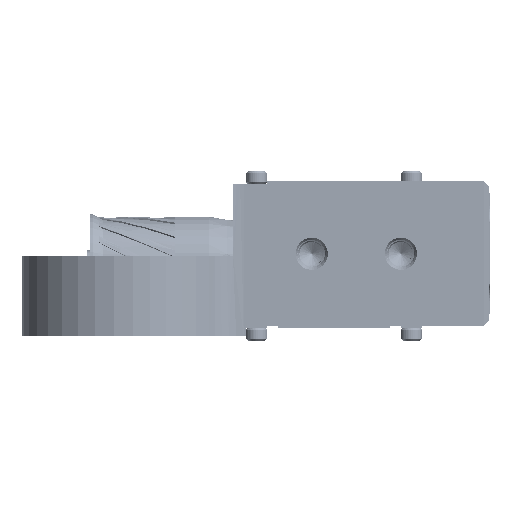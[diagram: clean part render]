
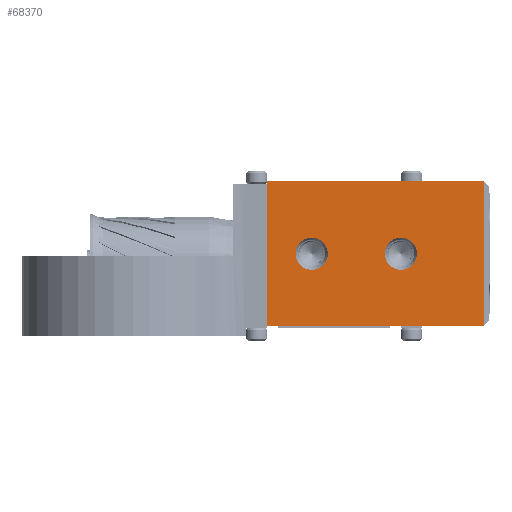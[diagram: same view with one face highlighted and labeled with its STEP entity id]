
A CAD part, left-side view. The second image highlights one B-rep face of the part: STEP entity #68370.
In plain terms, the highlighted planar face has unit normal (-1, 0, 0).
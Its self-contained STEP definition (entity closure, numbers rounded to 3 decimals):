
#48164=DIRECTION('',(0.,0.,-1.));
#48165=VECTOR('',#48164,20.32);
#48166=CARTESIAN_POINT('',(-23.619,-23.933,
4.388));
#48167=LINE('',#48166,#48165);
#48176=CARTESIAN_POINT('',(-23.619,-12.323,
-5.772));
#48177=DIRECTION('',(-1.,0.,0.));
#48178=DIRECTION('',(0.,0.,-1.));
#48179=AXIS2_PLACEMENT_3D('',#48176,#48177,#48178);
#48181=CARTESIAN_POINT('',(-23.619,-12.323,
-5.772));
#48182=DIRECTION('',(1.,0.,0.));
#48183=DIRECTION('',(0.,0.,-1.));
#48184=AXIS2_PLACEMENT_3D('',#48181,#48182,#48183);
#48186=CARTESIAN_POINT('',(-23.619,0.177,
-5.772));
#48187=DIRECTION('',(-1.,0.,0.));
#48188=DIRECTION('',(0.,0.,-1.));
#48189=AXIS2_PLACEMENT_3D('',#48186,#48187,#48188);
#48191=CARTESIAN_POINT('',(-23.619,0.177,
-5.772));
#48192=DIRECTION('',(1.,0.,0.));
#48193=DIRECTION('',(0.,0.,-1.));
#48194=AXIS2_PLACEMENT_3D('',#48191,#48192,#48193);
#48196=DIRECTION('',(0.,0.,1.));
#48197=VECTOR('',#48196,20.32);
#48198=CARTESIAN_POINT('',(-23.619,6.508,
-15.932));
#48199=LINE('',#48198,#48197);
#48200=DIRECTION('',(0.,1.,0.));
#48201=VECTOR('',#48200,30.442);
#48202=CARTESIAN_POINT('',(-23.619,-23.933,
4.388));
#48203=LINE('',#48202,#48201);
#50880=DIRECTION('',(0.,1.,0.));
#50881=VECTOR('',#50880,30.442);
#50882=CARTESIAN_POINT('',(-23.619,-23.933,
-15.932));
#50883=LINE('',#50882,#50881);
#66863=CARTESIAN_POINT('',(-23.619,-12.323,
-8.026));
#66864=CARTESIAN_POINT('',(-23.619,-12.323,
-3.518));
#66865=VERTEX_POINT('',#66863);
#66866=VERTEX_POINT('',#66864);
#66985=CARTESIAN_POINT('',(-23.619,-23.933,
-15.932));
#66987=VERTEX_POINT('',#66985);
#67173=CARTESIAN_POINT('',(-23.619,-23.933,
4.388));
#67174=VERTEX_POINT('',#67173);
#67179=CARTESIAN_POINT('',(-23.619,0.177,
-8.026));
#67180=CARTESIAN_POINT('',(-23.619,0.177,
-3.518));
#67181=VERTEX_POINT('',#67179);
#67182=VERTEX_POINT('',#67180);
#68181=CARTESIAN_POINT('',(-23.619,6.508,
-15.932));
#68182=CARTESIAN_POINT('',(-23.619,6.508,
4.388));
#68183=VERTEX_POINT('',#68181);
#68184=VERTEX_POINT('',#68182);
#68344=CARTESIAN_POINT('',(-23.619,12.858,
4.388));
#68345=DIRECTION('',(1.,0.,0.));
#68346=DIRECTION('',(0.,1.,0.));
#68347=AXIS2_PLACEMENT_3D('',#68344,#68345,#68346);
#68348=PLANE('',#68347);
#68350=ORIENTED_EDGE('',*,*,#68349,.T.);
#68352=ORIENTED_EDGE('',*,*,#68351,.F.);
#68353=ORIENTED_EDGE('',*,*,#68336,.T.);
#68355=ORIENTED_EDGE('',*,*,#68354,.T.);
#68356=EDGE_LOOP('',(#68350,#68352,#68353,#68355));
#68357=FACE_OUTER_BOUND('',#68356,.F.);
#68359=ORIENTED_EDGE('',*,*,#68358,.T.);
#68361=ORIENTED_EDGE('',*,*,#68360,.F.);
#68362=EDGE_LOOP('',(#68359,#68361));
#68363=FACE_BOUND('',#68362,.F.);
#68365=ORIENTED_EDGE('',*,*,#68364,.T.);
#68367=ORIENTED_EDGE('',*,*,#68366,.F.);
#68368=EDGE_LOOP('',(#68365,#68367));
#68369=FACE_BOUND('',#68368,.F.);
#68370=ADVANCED_FACE('',(#68357,#68363,#68369),#68348,.F.);
#48180=CIRCLE('',#48179,2.254);
#48185=CIRCLE('',#48184,2.254);
#48190=CIRCLE('',#48189,2.254);
#48195=CIRCLE('',#48194,2.254);
#68336=EDGE_CURVE('',#67174,#66987,#48167,.T.);
#68349=EDGE_CURVE('',#68183,#68184,#48199,.T.);
#68351=EDGE_CURVE('',#67174,#68184,#48203,.T.);
#68354=EDGE_CURVE('',#66987,#68183,#50883,.T.);
#68358=EDGE_CURVE('',#67181,#67182,#48190,.T.);
#68360=EDGE_CURVE('',#67181,#67182,#48195,.T.);
#68364=EDGE_CURVE('',#66865,#66866,#48180,.T.);
#68366=EDGE_CURVE('',#66865,#66866,#48185,.T.);
